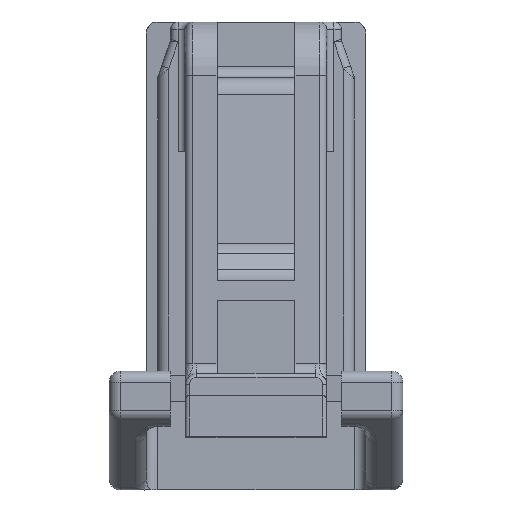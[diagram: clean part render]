
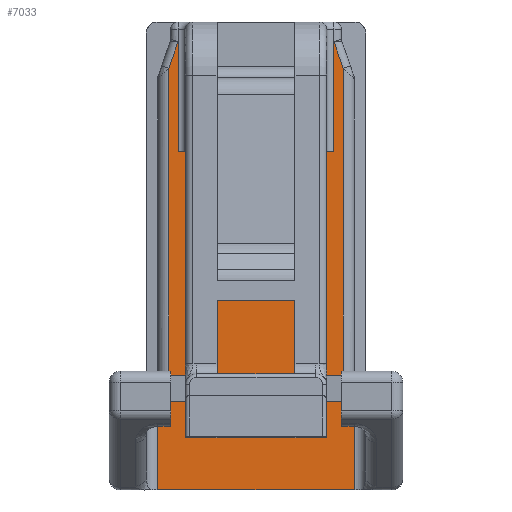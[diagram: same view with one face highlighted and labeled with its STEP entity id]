
A CAD part, front view. The second image highlights one B-rep face of the part: STEP entity #7033.
In plain terms, the highlighted planar face has unit normal (0, -1, 0).
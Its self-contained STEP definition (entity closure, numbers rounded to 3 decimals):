
#23=DIRECTION('',(1.,0.,0.));
#24=VECTOR('',#23,5.3);
#25=CARTESIAN_POINT('',(-2.65,-1.15,0.));
#26=LINE('',#25,#24);
#220=DIRECTION('',(0.,0.,1.));
#221=VECTOR('',#220,3.2);
#222=CARTESIAN_POINT('',(2.65,-1.15,0.));
#223=LINE('',#222,#221);
#243=DIRECTION('',(1.,0.,0.));
#244=VECTOR('',#243,4.2);
#245=CARTESIAN_POINT('',(-2.1,-1.15,9.1));
#246=LINE('',#245,#244);
#247=DIRECTION('',(0.33,0.,-0.944));
#248=VECTOR('',#247,0.757);
#249=CARTESIAN_POINT('',(2.1,-1.15,12.066));
#250=LINE('',#249,#248);
#251=DIRECTION('',(1.,0.,0.));
#252=VECTOR('',#251,0.3);
#253=CARTESIAN_POINT('',(2.35,-1.15,3.2));
#254=LINE('',#253,#252);
#255=DIRECTION('',(1.,0.,0.));
#256=VECTOR('',#255,0.3);
#257=CARTESIAN_POINT('',(-2.65,-1.15,3.2));
#258=LINE('',#257,#256);
#259=DIRECTION('',(0.33,0.,0.944));
#260=VECTOR('',#259,0.757);
#261=CARTESIAN_POINT('',(-2.35,-1.15,11.352));
#262=LINE('',#261,#260);
#925=DIRECTION('',(0.,0.,1.));
#926=VECTOR('',#925,2.966);
#927=CARTESIAN_POINT('',(-2.1,-1.15,9.1));
#928=LINE('',#927,#926);
#992=DIRECTION('',(0.,0.,-1.));
#993=VECTOR('',#992,8.152);
#994=CARTESIAN_POINT('',(-2.35,-1.15,11.352));
#995=LINE('',#994,#993);
#2264=DIRECTION('',(0.,0.,1.));
#2265=VECTOR('',#2264,8.152);
#2266=CARTESIAN_POINT('',(2.35,-1.15,3.2));
#2267=LINE('',#2266,#2265);
#2309=DIRECTION('',(0.,0.,-1.));
#2310=VECTOR('',#2309,2.966);
#2311=CARTESIAN_POINT('',(2.1,-1.15,12.066));
#2312=LINE('',#2311,#2310);
#4077=DIRECTION('',(0.,0.,-1.));
#4078=VECTOR('',#4077,3.2);
#4079=CARTESIAN_POINT('',(-2.65,-1.15,3.2));
#4080=LINE('',#4079,#4078);
#5335=CARTESIAN_POINT('',(-2.65,-1.15,0.));
#5336=VERTEX_POINT('',#5335);
#5337=CARTESIAN_POINT('',(2.65,-1.15,0.));
#5338=VERTEX_POINT('',#5337);
#5596=CARTESIAN_POINT('',(2.65,-1.15,3.2));
#5598=VERTEX_POINT('',#5596);
#5599=CARTESIAN_POINT('',(2.35,-1.15,3.2));
#5600=VERTEX_POINT('',#5599);
#5617=CARTESIAN_POINT('',(-2.35,-1.15,3.2));
#5618=VERTEX_POINT('',#5617);
#5619=CARTESIAN_POINT('',(-2.65,-1.15,3.2));
#5620=VERTEX_POINT('',#5619);
#5635=CARTESIAN_POINT('',(-2.1,-1.15,9.1));
#5636=CARTESIAN_POINT('',(2.1,-1.15,9.1));
#5637=VERTEX_POINT('',#5635);
#5638=VERTEX_POINT('',#5636);
#5639=CARTESIAN_POINT('',(2.1,-1.15,12.066));
#5640=VERTEX_POINT('',#5639);
#5641=CARTESIAN_POINT('',(2.35,-1.15,11.352));
#5642=VERTEX_POINT('',#5641);
#5643=CARTESIAN_POINT('',(-2.35,-1.15,
11.352));
#5644=VERTEX_POINT('',#5643);
#5645=CARTESIAN_POINT('',(-2.1,-1.15,12.066));
#5646=VERTEX_POINT('',#5645);
#7005=CARTESIAN_POINT('',(-2.35,-1.15,0.));
#7006=DIRECTION('',(0.,-1.,0.));
#7007=DIRECTION('',(1.,0.,0.));
#7008=AXIS2_PLACEMENT_3D('',#7005,#7006,#7007);
#7009=PLANE('',#7008);
#7011=ORIENTED_EDGE('',*,*,#7010,.T.);
#7013=ORIENTED_EDGE('',*,*,#7012,.F.);
#7015=ORIENTED_EDGE('',*,*,#7014,.T.);
#7017=ORIENTED_EDGE('',*,*,#7016,.F.);
#7018=ORIENTED_EDGE('',*,*,#6982,.T.);
#7019=ORIENTED_EDGE('',*,*,#6971,.F.);
#7020=ORIENTED_EDGE('',*,*,#6703,.F.);
#7022=ORIENTED_EDGE('',*,*,#7021,.F.);
#7024=ORIENTED_EDGE('',*,*,#7023,.T.);
#7026=ORIENTED_EDGE('',*,*,#7025,.F.);
#7028=ORIENTED_EDGE('',*,*,#7027,.T.);
#7030=ORIENTED_EDGE('',*,*,#7029,.F.);
#7031=EDGE_LOOP('',(#7011,#7013,#7015,#7017,#7018,#7019,#7020,#7022,#7024,#7026,
#7028,#7030));
#7032=FACE_OUTER_BOUND('',#7031,.F.);
#7033=ADVANCED_FACE('',(#7032),#7009,.T.);
#6703=EDGE_CURVE('',#5336,#5338,#26,.T.);
#6971=EDGE_CURVE('',#5338,#5598,#223,.T.);
#6982=EDGE_CURVE('',#5600,#5598,#254,.T.);
#7010=EDGE_CURVE('',#5637,#5638,#246,.T.);
#7012=EDGE_CURVE('',#5640,#5638,#2312,.T.);
#7014=EDGE_CURVE('',#5640,#5642,#250,.T.);
#7016=EDGE_CURVE('',#5600,#5642,#2267,.T.);
#7021=EDGE_CURVE('',#5620,#5336,#4080,.T.);
#7023=EDGE_CURVE('',#5620,#5618,#258,.T.);
#7025=EDGE_CURVE('',#5644,#5618,#995,.T.);
#7027=EDGE_CURVE('',#5644,#5646,#262,.T.);
#7029=EDGE_CURVE('',#5637,#5646,#928,.T.);
